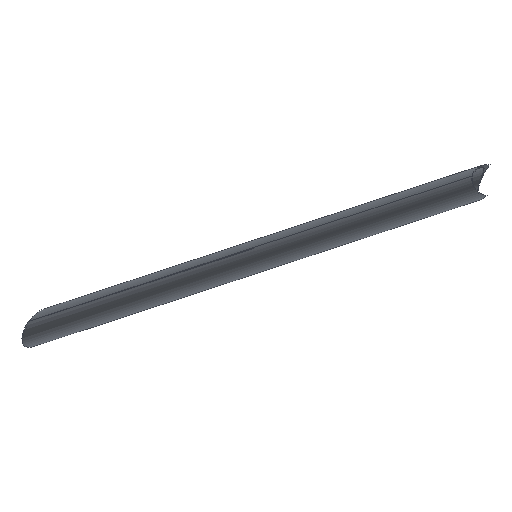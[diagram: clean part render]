
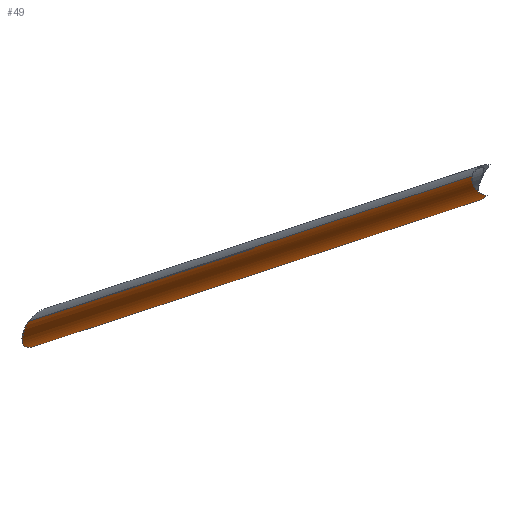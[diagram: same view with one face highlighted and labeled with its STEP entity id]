
A CAD part, top view. The second image highlights one B-rep face of the part: STEP entity #49.
In plain terms, the highlighted cylindrical face has radius 15 mm (diameter 30 mm), a partial arc.
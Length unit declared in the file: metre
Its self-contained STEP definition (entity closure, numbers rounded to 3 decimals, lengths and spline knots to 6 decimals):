
#49=ADVANCED_FACE('0:27',(#92),#93,.T.);
#92=FACE_OUTER_BOUND('',#131,.T.);
#93=CYLINDRICAL_SURFACE('',#132,0.015);
#131=EDGE_LOOP('',(#186,#187,#188,#189,#190,#191,#192,#193));
#132=AXIS2_PLACEMENT_3D('',#194,#195,#196);
#186=ORIENTED_EDGE('',*,*,#247,.T.);
#187=ORIENTED_EDGE('',*,*,#255,.T.);
#188=ORIENTED_EDGE('',*,*,#244,.T.);
#189=ORIENTED_EDGE('',*,*,#243,.T.);
#190=ORIENTED_EDGE('',*,*,#242,.T.);
#191=ORIENTED_EDGE('',*,*,#256,.T.);
#192=ORIENTED_EDGE('',*,*,#250,.T.);
#193=ORIENTED_EDGE('',*,*,#257,.T.);
#194=CARTESIAN_POINT('',(-1.82398,-0.182217,0.82398));
#195=DIRECTION('',(-0.556,-0.181,-0.811));
#196=DIRECTION('',(0.811,-0.331,-0.482));
#242=EDGE_CURVE('0:42',#284,#282,#285,.T.);
#243=EDGE_CURVE('0:39',#286,#284,#287,.T.);
#244=EDGE_CURVE('0:54',#288,#286,#289,.T.);
#247=EDGE_CURVE('',#292,#293,#294,.T.);
#250=EDGE_CURVE('',#299,#297,#300,.T.);
#255=EDGE_CURVE('',#293,#288,#307,.T.);
#256=EDGE_CURVE('0:45',#282,#299,#308,.T.);
#257=EDGE_CURVE('',#297,#292,#309,.T.);
#282=VERTEX_POINT('',#369);
#284=VERTEX_POINT('',#372);
#285=ELLIPSE('',#373,0.016023,0.015);
#286=VERTEX_POINT('',#374);
#287=B_SPLINE_CURVE_WITH_KNOTS('',5,(#375,#376,#377,#378,#379,#380,#381,#382,#383,#384,#385,#386,#387,#388,#389,#390,#391,#392),.UNSPECIFIED.,.F.,.F.,(6,3,3,3,3,6),(0.0,0.1289,0.404373,0.808746,1.617492,2.649142),.UNSPECIFIED.);
#288=VERTEX_POINT('',#393);
#289=B_SPLINE_CURVE_WITH_KNOTS('',5,(#394,#395,#396,#397,#398,#399,#400,#401,#402,#403,#404,#405,#406,#407,#408,#409,#410,#411,#412,#413,#414),.UNSPECIFIED.,.F.,.F.,(6,3,3,3,3,3,6),(0.0,10.079075,19.920369,34.033866,44.571542,52.985203,55.109219),.UNSPECIFIED.);
#292=VERTEX_POINT('',#418);
#293=VERTEX_POINT('',#419);
#294=LINE('',#420,#421);
#297=VERTEX_POINT('',#424);
#299=VERTEX_POINT('',#426);
#300=LINE('',#427,#428);
#307=ELLIPSE('',#438,0.042664,0.015);
#308=ELLIPSE('',#439,0.016023,0.015);
#309=ELLIPSE('',#440,0.023442,0.015);
#369=CARTESIAN_POINT('',(-1.761415,-0.161804,0.940929));
#372=CARTESIAN_POINT('',(-1.750133,-0.171174,0.940647));
#373=AXIS2_PLACEMENT_3D('',#502,#503,#504);
#374=CARTESIAN_POINT('',(-1.748403,-0.171528,0.940319));
#375=CARTESIAN_POINT('',(-1.748405,-0.171527,0.94032));
#376=CARTESIAN_POINT('',(-1.748423,-0.171526,0.940318));
#377=CARTESIAN_POINT('',(-1.74844,-0.171525,0.940315));
#378=CARTESIAN_POINT('',(-1.748456,-0.17152,0.940329));
#379=CARTESIAN_POINT('',(-1.74851,-0.171511,0.94034));
#380=CARTESIAN_POINT('',(-1.748563,-0.171503,0.940351));
#381=CARTESIAN_POINT('',(-1.748599,-0.171497,0.940358));
#382=CARTESIAN_POINT('',(-1.748689,-0.171482,0.940376));
#383=CARTESIAN_POINT('',(-1.748778,-0.171467,0.940394));
#384=CARTESIAN_POINT('',(-1.748831,-0.171458,0.940404));
#385=CARTESIAN_POINT('',(-1.748991,-0.171429,0.940436));
#386=CARTESIAN_POINT('',(-1.749149,-0.171398,0.940466));
#387=CARTESIAN_POINT('',(-1.749255,-0.171377,0.940487));
#388=CARTESIAN_POINT('',(-1.749495,-0.171327,0.940532));
#389=CARTESIAN_POINT('',(-1.749734,-0.171273,0.940576));
#390=CARTESIAN_POINT('',(-1.749867,-0.171241,0.9406));
#391=CARTESIAN_POINT('',(-1.75,-0.171208,0.940624));
#392=CARTESIAN_POINT('',(-1.750133,-0.171174,0.940647));
#393=CARTESIAN_POINT('',(-1.756362,-0.173261,0.902645));
#394=CARTESIAN_POINT('',(-1.756362,-0.173261,0.902645));
#395=CARTESIAN_POINT('',(-1.756158,-0.173724,0.90399));
#396=CARTESIAN_POINT('',(-1.755929,-0.174075,0.905367));
#397=CARTESIAN_POINT('',(-1.755689,-0.174346,0.906746));
#398=CARTESIAN_POINT('',(-1.755188,-0.174756,0.909501));
#399=CARTESIAN_POINT('',(-1.754653,-0.174956,0.912269));
#400=CARTESIAN_POINT('',(-1.754382,-0.175012,0.913634));
#401=CARTESIAN_POINT('',(-1.75371,-0.175059,0.916959));
#402=CARTESIAN_POINT('',(-1.75301,-0.174909,0.920273));
#403=CARTESIAN_POINT('',(-1.752591,-0.174764,0.922215));
#404=CARTESIAN_POINT('',(-1.751847,-0.17442,0.9256));
#405=CARTESIAN_POINT('',(-1.751087,-0.173932,0.92896));
#406=CARTESIAN_POINT('',(-1.750759,-0.173699,0.93039));
#407=CARTESIAN_POINT('',(-1.750166,-0.173237,0.932951));
#408=CARTESIAN_POINT('',(-1.749565,-0.172701,0.935493));
#409=CARTESIAN_POINT('',(-1.749297,-0.172449,0.936619));
#410=CARTESIAN_POINT('',(-1.748959,-0.172116,0.938025));
#411=CARTESIAN_POINT('',(-1.748619,-0.171761,0.939423));
#412=CARTESIAN_POINT('',(-1.748539,-0.171676,0.939755));
#413=CARTESIAN_POINT('',(-1.74847,-0.171603,0.940037));
#414=CARTESIAN_POINT('',(-1.748401,-0.171528,0.940318));
#418=CARTESIAN_POINT('',(-2.156201,-0.29934,0.314294));
#419=CARTESIAN_POINT('',(-1.756965,-0.169317,0.896768));
#420=CARTESIAN_POINT('',(-1.811812,-0.18718,0.816748));
#421=VECTOR('',#506,1.0);
#424=CARTESIAN_POINT('',(-2.173799,-0.28722,0.338591));
#426=CARTESIAN_POINT('',(-1.762346,-0.153218,0.938888));
#427=CARTESIAN_POINT('',(-1.836148,-0.177254,0.831213));
#428=VECTOR('',#513,1.0);
#438=AXIS2_PLACEMENT_3D('',#520,#521,#522);
#439=AXIS2_PLACEMENT_3D('',#523,#524,#525);
#440=AXIS2_PLACEMENT_3D('',#526,#527,#528);
#502=CARTESIAN_POINT('',(-1.747065,-0.157167,0.936197));
#503=DIRECTION('',(-0.23,-0.249,-0.941));
#504=DIRECTION('',(0.969,-0.147,-0.198));
#506=DIRECTION('',(0.556,0.181,0.811));
#513=DIRECTION('',(-0.556,-0.181,-0.811));
#520=CARTESIAN_POINT('',(-1.747066,-0.157167,0.936197));
#521=DIRECTION('',(-0.969,0.147,0.198));
#522=DIRECTION('',(0.23,0.249,0.941));
#523=CARTESIAN_POINT('',(-1.747065,-0.157167,0.936197));
#524=DIRECTION('',(-0.23,-0.249,-0.941));
#525=DIRECTION('',(0.969,-0.147,-0.198));
#526=CARTESIAN_POINT('',(-2.165,-0.29328,0.326443));
#527=DIRECTION('',(0.434,-0.64,0.634));
#528=DIRECTION('',(-0.362,-0.768,-0.528));
